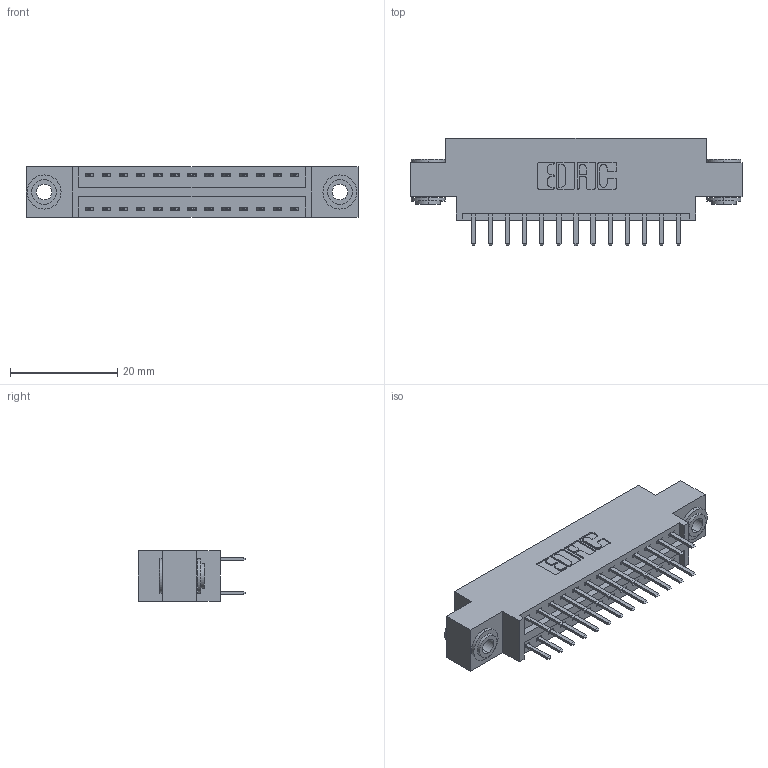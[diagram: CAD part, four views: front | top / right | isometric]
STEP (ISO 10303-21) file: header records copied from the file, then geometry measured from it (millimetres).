
FILE_DESCRIPTION (( 'STEP AP203' ), '1' );
FILE_NAME ('346-026-520-803.STEP', '2022-05-19T01:07:40', ( '' ), ( '' ), 'SwSTEP 2.0', 'SolidWorks 2020', '' );
FILE_SCHEMA (( 'CONFIG_CONTROL_DESIGN' ));
Length unit declared in the file: inch
Products named in the file (4): 346-026-520-803; 346 Part_0.170 Offset - 0.156 Dia-TH; 345-292-001_345-293-120; 345-250-002_345-250-002-102
Assembly tree (29 placements, depth 2):
  346-026-520-803
    346 Part_0.170 Offset - 0.156 Dia-TH
    345-292-001_345-293-120  x26
    345-250-002_345-250-002-102  x2
Bounding box: 61.85 x 20.02 x 9.4 mm (x, y, z)
Volume: 5641.1 mm3; surface area: 7699.8 mm2
Topology: 29 solids, 29 shells, 1634 faces, 4691 edges, 3054 vertices
Faces by surface type: plane 1066, cylinder 560, cone 8
Entity records: 13700 total; most frequent: CARTESIAN_POINT 2293, ORIENTED_EDGE 2206, DIRECTION 2089, EDGE_CURVE 1103, VECTOR 891, LINE 891, VERTEX_POINT 730, AXIS2_PLACEMENT_3D 599
